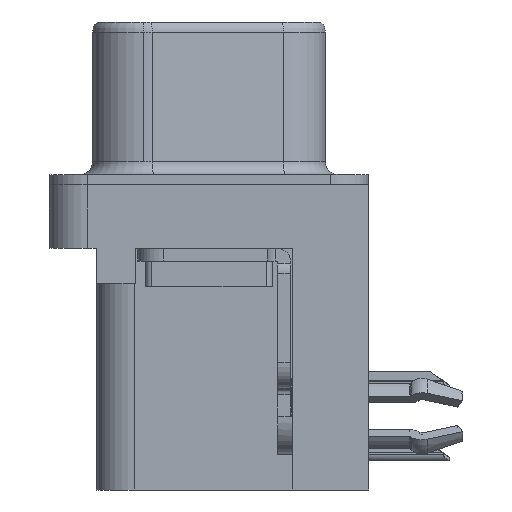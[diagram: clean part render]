
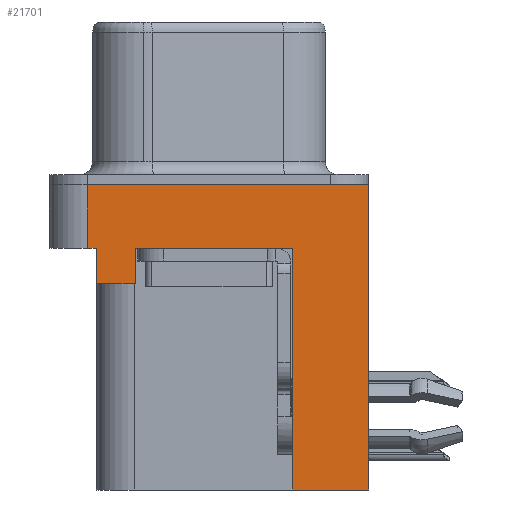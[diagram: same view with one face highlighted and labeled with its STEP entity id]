
A CAD part, left-side view. The second image highlights one B-rep face of the part: STEP entity #21701.
In plain terms, the highlighted planar face has unit normal (-1, 0, 0).
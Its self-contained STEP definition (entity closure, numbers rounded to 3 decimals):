
#10 = CARTESIAN_POINT ( 'NONE',  ( -3., -6.275, -2.5 ) ) ;
#57 = VERTEX_POINT ( 'NONE', #13099 ) ;
#668 = CARTESIAN_POINT ( 'NONE',  ( -3., -6.275, 0. ) ) ;
#1213 = EDGE_CURVE ( 'NONE', #21674, #24278, #1274, .T. ) ;
#1274 = LINE ( 'NONE', #4116, #20693 ) ;
#1370 = CARTESIAN_POINT ( 'NONE',  ( -3., -6.275, -2.5 ) ) ;
#1383 = VECTOR ( 'NONE', #10455, 1000. ) ;
#1465 = CARTESIAN_POINT ( 'NONE',  ( -3., 4.775, -2.5 ) ) ;
#1478 = AXIS2_PLACEMENT_3D ( 'NONE', #9176, #22325, #13271 ) ;
#1736 = VERTEX_POINT ( 'NONE', #23351 ) ;
#1911 = PLANE ( 'NONE',  #1478 ) ;
#1984 = CARTESIAN_POINT ( 'NONE',  ( -3., 2.895, -3.9 ) ) ;
#2074 = ORIENTED_EDGE ( 'NONE', *, *, #1213, .F. ) ;
#2960 = ORIENTED_EDGE ( 'NONE', *, *, #10273, .T. ) ;
#3098 = DIRECTION ( 'NONE',  ( 0., 0., 1. ) ) ;
#3172 = CARTESIAN_POINT ( 'NONE',  ( -3., -3.295, -12. ) ) ;
#3459 = CARTESIAN_POINT ( 'NONE',  ( -3., -6.275, 0. ) ) ;
#3751 = EDGE_CURVE ( 'NONE', #5687, #21674, #5225, .T. ) ;
#3901 = EDGE_CURVE ( 'NONE', #57, #9686, #15525, .T. ) ;
#4116 = CARTESIAN_POINT ( 'NONE',  ( -3., -3.295, -12. ) ) ;
#4165 = ORIENTED_EDGE ( 'NONE', *, *, #10798, .T. ) ;
#4587 = VERTEX_POINT ( 'NONE', #20249 ) ;
#4730 = ORIENTED_EDGE ( 'NONE', *, *, #3751, .F. ) ;
#5225 = LINE ( 'NONE', #3172, #1383 ) ;
#5493 = CARTESIAN_POINT ( 'NONE',  ( -3., 4.775, 0. ) ) ;
#5677 = EDGE_CURVE ( 'NONE', #15933, #21737, #13899, .T. ) ;
#5687 = VERTEX_POINT ( 'NONE', #11349 ) ;
#6311 = LINE ( 'NONE', #10, #17814 ) ;
#6451 = CARTESIAN_POINT ( 'NONE',  ( -3., -3.295, -2.5 ) ) ;
#6979 = CARTESIAN_POINT ( 'NONE',  ( -3., 4.775, -2.5 ) ) ;
#7855 = ORIENTED_EDGE ( 'NONE', *, *, #21986, .F. ) ;
#8259 = LINE ( 'NONE', #11997, #20029 ) ;
#8411 = CARTESIAN_POINT ( 'NONE',  ( -3., -6.275, -2.5 ) ) ;
#8754 = VECTOR ( 'NONE', #3098, 1000. ) ;
#9176 = CARTESIAN_POINT ( 'NONE',  ( -3., -6.275, -2.5 ) ) ;
#9520 = DIRECTION ( 'NONE',  ( 0., 0., 1. ) ) ;
#9686 = VERTEX_POINT ( 'NONE', #13053 ) ;
#10273 = EDGE_CURVE ( 'NONE', #4587, #24278, #21859, .T. ) ;
#10455 = DIRECTION ( 'NONE',  ( 0., 1., 0. ) ) ;
#10798 = EDGE_CURVE ( 'NONE', #15933, #9686, #17121, .T. ) ;
#11195 = LINE ( 'NONE', #3459, #12996 ) ;
#11349 = CARTESIAN_POINT ( 'NONE',  ( -3., -6.275, -12. ) ) ;
#11997 = CARTESIAN_POINT ( 'NONE',  ( -3., 4.425, -3.9 ) ) ;
#12279 = ORIENTED_EDGE ( 'NONE', *, *, #17440, .F. ) ;
#12544 = DIRECTION ( 'NONE',  ( 0., -1., 0. ) ) ;
#12996 = VECTOR ( 'NONE', #12544, 1000. ) ;
#13053 = CARTESIAN_POINT ( 'NONE',  ( -3., 4.425, -2.5 ) ) ;
#13099 = CARTESIAN_POINT ( 'NONE',  ( -3., 4.425, -3.9 ) ) ;
#13178 = ORIENTED_EDGE ( 'NONE', *, *, #3901, .F. ) ;
#13271 = DIRECTION ( 'NONE',  ( 0., 0., 1. ) ) ;
#13290 = VECTOR ( 'NONE', #21686, 1000. ) ;
#13899 = LINE ( 'NONE', #6979, #17129 ) ;
#13985 = EDGE_LOOP ( 'NONE', ( #12279, #23528, #4165, #13178, #7855, #16230, #2960, #2074, #4730, #19913 ) ) ;
#15024 = DIRECTION ( 'NONE',  ( 0., 0., 1. ) ) ;
#15066 = VERTEX_POINT ( 'NONE', #668 ) ;
#15399 = VECTOR ( 'NONE', #16213, 1000. ) ;
#15525 = LINE ( 'NONE', #21848, #8754 ) ;
#15933 = VERTEX_POINT ( 'NONE', #1465 ) ;
#16213 = DIRECTION ( 'NONE',  ( 0., -1., 0. ) ) ;
#16230 = ORIENTED_EDGE ( 'NONE', *, *, #21725, .T. ) ;
#17121 = LINE ( 'NONE', #1370, #13290 ) ;
#17129 = VECTOR ( 'NONE', #22334, 1000. ) ;
#17440 = EDGE_CURVE ( 'NONE', #21737, #15066, #11195, .T. ) ;
#17814 = VECTOR ( 'NONE', #22454, 1000. ) ;
#18011 = LINE ( 'NONE', #1984, #21510 ) ;
#19790 = EDGE_CURVE ( 'NONE', #5687, #15066, #6311, .T. ) ;
#19913 = ORIENTED_EDGE ( 'NONE', *, *, #19790, .T. ) ;
#20029 = VECTOR ( 'NONE', #21395, 1000. ) ;
#20249 = CARTESIAN_POINT ( 'NONE',  ( -3., 2.895, -2.5 ) ) ;
#20693 = VECTOR ( 'NONE', #9520, 1000. ) ;
#21395 = DIRECTION ( 'NONE',  ( 0., 1., 0. ) ) ;
#21510 = VECTOR ( 'NONE', #15024, 1000. ) ;
#21674 = VERTEX_POINT ( 'NONE', #23950 ) ;
#21686 = DIRECTION ( 'NONE',  ( 0., -1., 0. ) ) ;
#21701 = ADVANCED_FACE ( 'NONE', ( #22116 ), #1911, .T. ) ;
#21725 = EDGE_CURVE ( 'NONE', #1736, #4587, #18011, .T. ) ;
#21737 = VERTEX_POINT ( 'NONE', #5493 ) ;
#21848 = CARTESIAN_POINT ( 'NONE',  ( -3., 4.425, -3.9 ) ) ;
#21859 = LINE ( 'NONE', #8411, #15399 ) ;
#21986 = EDGE_CURVE ( 'NONE', #1736, #57, #8259, .T. ) ;
#22116 = FACE_OUTER_BOUND ( 'NONE', #13985, .T. ) ;
#22325 = DIRECTION ( 'NONE',  ( -1., 0., 0. ) ) ;
#22334 = DIRECTION ( 'NONE',  ( 0., 0., 1. ) ) ;
#22454 = DIRECTION ( 'NONE',  ( 0., 0., 1. ) ) ;
#23351 = CARTESIAN_POINT ( 'NONE',  ( -3., 2.895, -3.9 ) ) ;
#23528 = ORIENTED_EDGE ( 'NONE', *, *, #5677, .F. ) ;
#23950 = CARTESIAN_POINT ( 'NONE',  ( -3., -3.295, -12. ) ) ;
#24278 = VERTEX_POINT ( 'NONE', #6451 ) ;
